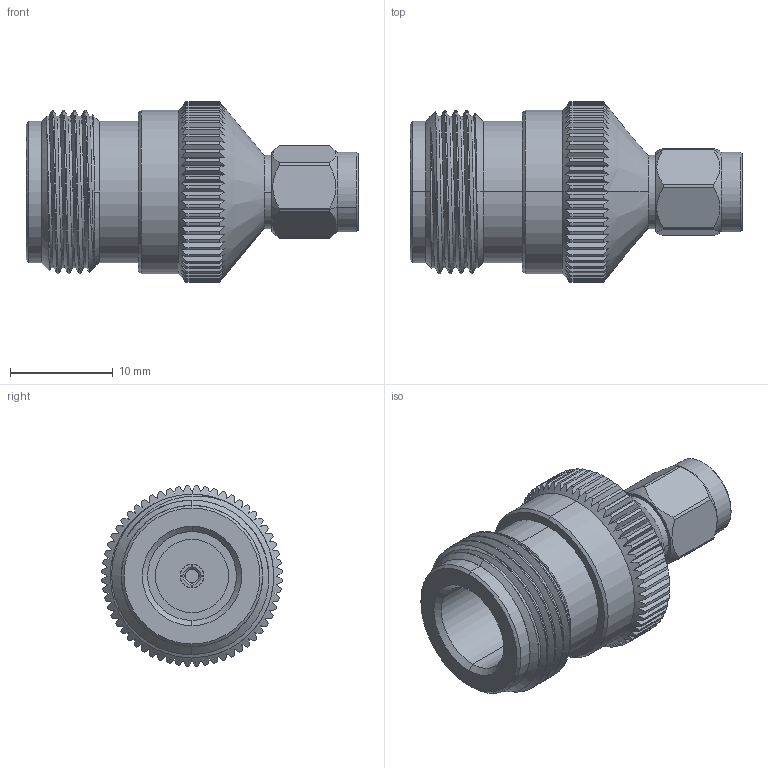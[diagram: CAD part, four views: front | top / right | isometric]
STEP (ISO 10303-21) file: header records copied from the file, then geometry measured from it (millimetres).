
FILE_DESCRIPTION (( 'STEP AP203' ), '1' );
FILE_NAME ('SM4265.step', '2018-11-06T23:34:47', ( '' ), ( '' ), 'SwSTEP 2.0', 'SolidWorks 2017', '' );
FILE_SCHEMA (( 'CONFIG_CONTROL_DESIGN' ));
Length unit declared in the file: inch
Products named in the file (1): SM4265
Bounding box: 32.26 x 17.52 x 17.52 mm (x, y, z)
Volume: 3780.9 mm3; surface area: 2442.4 mm2
Topology: 1 solids, 1 shells, 311 faces, 866 edges, 568 vertices
Faces by surface type: plane 151, cylinder 120, cone 32, bspline 8
Entity records: 13265 total; most frequent: CARTESIAN_POINT 5773, ORIENTED_EDGE 1732, DIRECTION 1350, EDGE_CURVE 866, VERTEX_POINT 568, AXIS2_PLACEMENT_3D 533, EDGE_LOOP 322, ADVANCED_FACE 311
